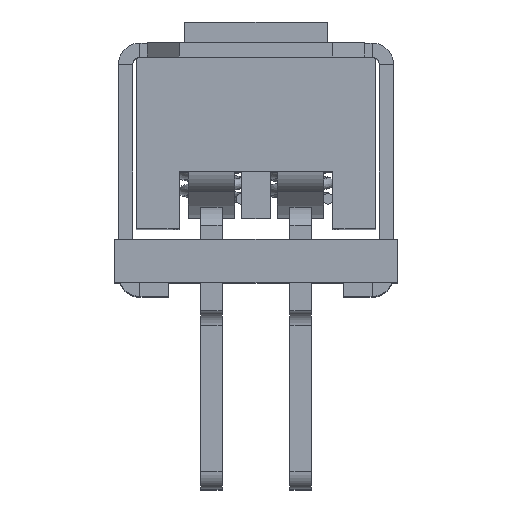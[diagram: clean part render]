
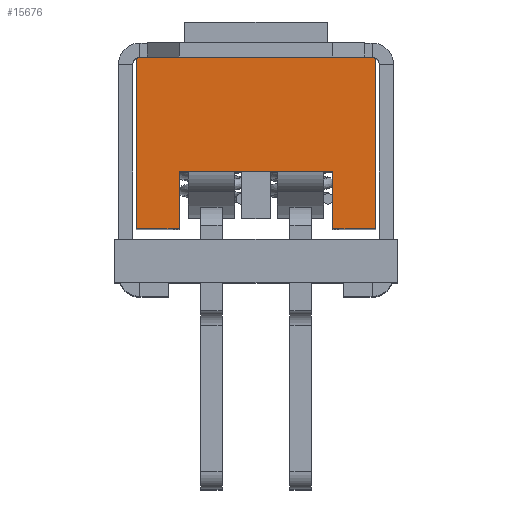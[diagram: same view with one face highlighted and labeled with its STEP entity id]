
A CAD part, top view. The second image highlights one B-rep face of the part: STEP entity #15676.
In plain terms, the highlighted planar face has unit normal (0, 0, 1).
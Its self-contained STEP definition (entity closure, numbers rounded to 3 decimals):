
#127 = VECTOR ( 'NONE', #3471, 1000. ) ;
#330 = DIRECTION ( 'NONE',  ( 0., -1., 0. ) ) ;
#462 = CARTESIAN_POINT ( 'NONE',  ( 3.35, 0., 5.8 ) ) ;
#823 = AXIS2_PLACEMENT_3D ( 'NONE', #1097, #2519, #12595 ) ;
#1097 = CARTESIAN_POINT ( 'NONE',  ( -3.25, 4.7, 5.8 ) ) ;
#1291 = CARTESIAN_POINT ( 'NONE',  ( -2.15, 0., 5.8 ) ) ;
#1371 = EDGE_CURVE ( 'NONE', #5990, #13293, #14754, .T. ) ;
#1852 = EDGE_LOOP ( 'NONE', ( #2927, #10021, #10422, #11350, #3040, #3520, #5922, #6846, #6372, #8278 ) ) ;
#2519 = DIRECTION ( 'NONE',  ( 0., 0., -1. ) ) ;
#2669 = VECTOR ( 'NONE', #330, 1000. ) ;
#2721 = DIRECTION ( 'NONE',  ( 1., 0., 0. ) ) ;
#2726 = EDGE_CURVE ( 'NONE', #11835, #5028, #16150, .T. ) ;
#2807 = VERTEX_POINT ( 'NONE', #3063 ) ;
#2927 = ORIENTED_EDGE ( 'NONE', *, *, #13437, .T. ) ;
#2999 = CARTESIAN_POINT ( 'NONE',  ( -3.25, 4.8, 5.8 ) ) ;
#3040 = ORIENTED_EDGE ( 'NONE', *, *, #9072, .T. ) ;
#3063 = CARTESIAN_POINT ( 'NONE',  ( 2.15, 0., 5.8 ) ) ;
#3122 = CARTESIAN_POINT ( 'NONE',  ( -2.15, 0., 5.8 ) ) ;
#3471 = DIRECTION ( 'NONE',  ( 0., 1., 0. ) ) ;
#3520 = ORIENTED_EDGE ( 'NONE', *, *, #2726, .T. ) ;
#3600 = LINE ( 'NONE', #8010, #4070 ) ;
#3663 = VERTEX_POINT ( 'NONE', #10687 ) ;
#4070 = VECTOR ( 'NONE', #18080, 1000. ) ;
#4891 = DIRECTION ( 'NONE',  ( 1., 0., 0. ) ) ;
#4985 = DIRECTION ( 'NONE',  ( 0., 0., 1. ) ) ;
#5028 = VERTEX_POINT ( 'NONE', #9640 ) ;
#5497 = EDGE_CURVE ( 'NONE', #16549, #11913, #7775, .T. ) ;
#5636 = CARTESIAN_POINT ( 'NONE',  ( 3.35, 0., 5.8 ) ) ;
#5882 = DIRECTION ( 'NONE',  ( -1., 0., 0. ) ) ;
#5922 = ORIENTED_EDGE ( 'NONE', *, *, #6342, .T. ) ;
#5990 = VERTEX_POINT ( 'NONE', #6059 ) ;
#6059 = CARTESIAN_POINT ( 'NONE',  ( 3.35, 0., 5.8 ) ) ;
#6264 = CARTESIAN_POINT ( 'NONE',  ( -3.25, 4.7, 5.8 ) ) ;
#6282 = CARTESIAN_POINT ( 'NONE',  ( -3.35, 4.7, 5.8 ) ) ;
#6324 = CARTESIAN_POINT ( 'NONE',  ( -2.15, 1.6, 5.8 ) ) ;
#6342 = EDGE_CURVE ( 'NONE', #5028, #18651, #14764, .T. ) ;
#6372 = ORIENTED_EDGE ( 'NONE', *, *, #17800, .T. ) ;
#6846 = ORIENTED_EDGE ( 'NONE', *, *, #8261, .T. ) ;
#7616 = DIRECTION ( 'NONE',  ( 0., 1., 0. ) ) ;
#7686 = DIRECTION ( 'NONE',  ( -1., 0., 0. ) ) ;
#7775 = LINE ( 'NONE', #12095, #127 ) ;
#7886 = EDGE_CURVE ( 'NONE', #14735, #2807, #3600, .T. ) ;
#8010 = CARTESIAN_POINT ( 'NONE',  ( 2.15, 1.6, 5.8 ) ) ;
#8261 = EDGE_CURVE ( 'NONE', #18651, #3663, #17996, .T. ) ;
#8278 = ORIENTED_EDGE ( 'NONE', *, *, #5497, .T. ) ;
#8567 = AXIS2_PLACEMENT_3D ( 'NONE', #6264, #16352, #7686 ) ;
#8629 = LINE ( 'NONE', #6324, #12023 ) ;
#9072 = EDGE_CURVE ( 'NONE', #13293, #11835, #17177, .T. ) ;
#9350 = EDGE_CURVE ( 'NONE', #2807, #5990, #13129, .T. ) ;
#9640 = CARTESIAN_POINT ( 'NONE',  ( -3.25, 4.8, 5.8 ) ) ;
#10021 = ORIENTED_EDGE ( 'NONE', *, *, #7886, .T. ) ;
#10422 = ORIENTED_EDGE ( 'NONE', *, *, #9350, .T. ) ;
#10687 = CARTESIAN_POINT ( 'NONE',  ( -3.35, 0., 5.8 ) ) ;
#10903 = VECTOR ( 'NONE', #7616, 1000. ) ;
#11350 = ORIENTED_EDGE ( 'NONE', *, *, #1371, .T. ) ;
#11835 = VERTEX_POINT ( 'NONE', #13265 ) ;
#11913 = VERTEX_POINT ( 'NONE', #17805 ) ;
#12023 = VECTOR ( 'NONE', #4891, 1000. ) ;
#12095 = CARTESIAN_POINT ( 'NONE',  ( -2.15, 1.6, 5.8 ) ) ;
#12307 = VECTOR ( 'NONE', #5882, 1000. ) ;
#12595 = DIRECTION ( 'NONE',  ( -1., 0., 0. ) ) ;
#12674 = VECTOR ( 'NONE', #17160, 1000. ) ;
#12818 = CARTESIAN_POINT ( 'NONE',  ( 2.15, 1.6, 5.8 ) ) ;
#13129 = LINE ( 'NONE', #5636, #12674 ) ;
#13255 = CARTESIAN_POINT ( 'NONE',  ( 3.35, 4.7, 5.8 ) ) ;
#13265 = CARTESIAN_POINT ( 'NONE',  ( 3.25, 4.8, 5.8 ) ) ;
#13293 = VERTEX_POINT ( 'NONE', #13255 ) ;
#13437 = EDGE_CURVE ( 'NONE', #11913, #14735, #8629, .T. ) ;
#13614 = CARTESIAN_POINT ( 'NONE',  ( 3.25, 4.7, 5.8 ) ) ;
#14544 = AXIS2_PLACEMENT_3D ( 'NONE', #13614, #4985, #15068 ) ;
#14735 = VERTEX_POINT ( 'NONE', #12818 ) ;
#14754 = LINE ( 'NONE', #462, #10903 ) ;
#14764 = CIRCLE ( 'NONE', #8567, 0.1 ) ;
#15068 = DIRECTION ( 'NONE',  ( -1., 0., 0. ) ) ;
#15676 = ADVANCED_FACE ( 'NONE', ( #16683 ), #18325, .F. ) ;
#15704 = VECTOR ( 'NONE', #2721, 1000. ) ;
#16150 = LINE ( 'NONE', #2999, #12307 ) ;
#16152 = LINE ( 'NONE', #1291, #15704 ) ;
#16352 = DIRECTION ( 'NONE',  ( 0., 0., 1. ) ) ;
#16549 = VERTEX_POINT ( 'NONE', #3122 ) ;
#16683 = FACE_OUTER_BOUND ( 'NONE', #1852, .T. ) ;
#17160 = DIRECTION ( 'NONE',  ( 1., 0., 0. ) ) ;
#17177 = CIRCLE ( 'NONE', #14544, 0.1 ) ;
#17572 = CARTESIAN_POINT ( 'NONE',  ( -3.35, 0., 5.8 ) ) ;
#17800 = EDGE_CURVE ( 'NONE', #3663, #16549, #16152, .T. ) ;
#17805 = CARTESIAN_POINT ( 'NONE',  ( -2.15, 1.6, 5.8 ) ) ;
#17996 = LINE ( 'NONE', #17572, #2669 ) ;
#18080 = DIRECTION ( 'NONE',  ( 0., -1., 0. ) ) ;
#18325 = PLANE ( 'NONE',  #823 ) ;
#18651 = VERTEX_POINT ( 'NONE', #6282 ) ;
